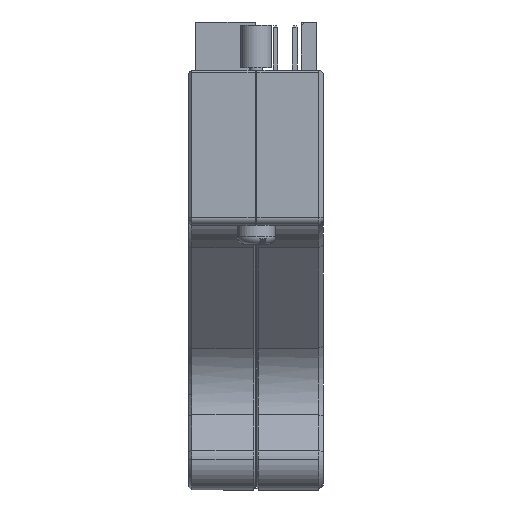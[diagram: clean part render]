
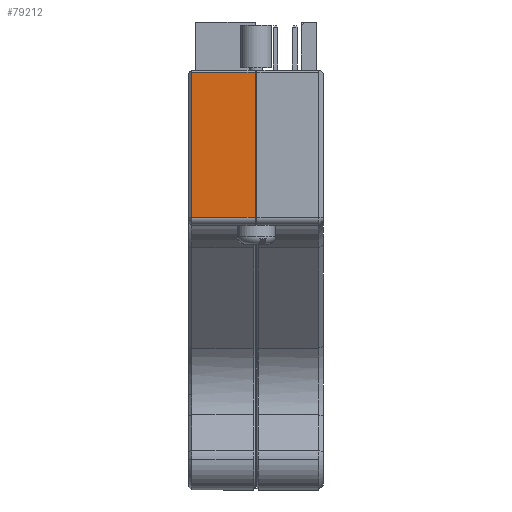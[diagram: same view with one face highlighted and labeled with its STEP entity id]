
A CAD part, left-side view. The second image highlights one B-rep face of the part: STEP entity #79212.
In plain terms, the highlighted face is planar.
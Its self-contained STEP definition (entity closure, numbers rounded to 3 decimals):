
#3101 = VERTEX_POINT ( 'NONE', #85553 ) ;
#5060 = DIRECTION ( 'NONE',  ( 0., 0., 1. ) ) ;
#7782 = ORIENTED_EDGE ( 'NONE', *, *, #81768, .F. ) ;
#13184 = LINE ( 'NONE', #59341, #71854 ) ;
#14335 = VECTOR ( 'NONE', #92067, 1000. ) ;
#14450 = ORIENTED_EDGE ( 'NONE', *, *, #45051, .T. ) ;
#16354 = EDGE_LOOP ( 'NONE', ( #54142, #85411, #14450, #7782 ) ) ;
#16639 = DIRECTION ( 'NONE',  ( 0., 0., -1. ) ) ;
#25257 = DIRECTION ( 'NONE',  ( 0., 1., 0. ) ) ;
#27405 = CARTESIAN_POINT ( 'NONE',  ( 98.5, 0., 30.654 ) ) ;
#27936 = CARTESIAN_POINT ( 'NONE',  ( 98.5, 0.25, 0.4 ) ) ;
#29545 = VECTOR ( 'NONE', #16639, 1000. ) ;
#32467 = CARTESIAN_POINT ( 'NONE',  ( 98.5, 19.3, 0.4 ) ) ;
#45051 = EDGE_CURVE ( 'NONE', #111881, #99786, #13184, .T. ) ;
#54142 = ORIENTED_EDGE ( 'NONE', *, *, #129796, .F. ) ;
#57831 = CARTESIAN_POINT ( 'NONE',  ( 98.5, 0.25, 0.4 ) ) ;
#59341 = CARTESIAN_POINT ( 'NONE',  ( 98.5, 0., 0.4 ) ) ;
#63540 = LINE ( 'NONE', #72531, #29545 ) ;
#71854 = VECTOR ( 'NONE', #83133, 1000. ) ;
#72531 = CARTESIAN_POINT ( 'NONE',  ( 98.5, 19.3, 30.654 ) ) ;
#79212 = ADVANCED_FACE ( 'NONE', ( #83998 ), #129471, .T. ) ;
#81768 = EDGE_CURVE ( 'NONE', #95809, #99786, #63540, .T. ) ;
#83133 = DIRECTION ( 'NONE',  ( 0., 1., 0. ) ) ;
#83998 = FACE_OUTER_BOUND ( 'NONE', #16354, .T. ) ;
#84412 = EDGE_CURVE ( 'NONE', #3101, #111881, #114442, .T. ) ;
#85411 = ORIENTED_EDGE ( 'NONE', *, *, #84412, .T. ) ;
#85553 = CARTESIAN_POINT ( 'NONE',  ( 98.5, 0.25, 8.7 ) ) ;
#92067 = DIRECTION ( 'NONE',  ( 0., 0., -1. ) ) ;
#92280 = CARTESIAN_POINT ( 'NONE',  ( 98.5, 0., 8.7 ) ) ;
#95505 = VECTOR ( 'NONE', #25257, 1000. ) ;
#95809 = VERTEX_POINT ( 'NONE', #100932 ) ;
#99786 = VERTEX_POINT ( 'NONE', #32467 ) ;
#100932 = CARTESIAN_POINT ( 'NONE',  ( 98.5, 19.3, 8.7 ) ) ;
#107098 = DIRECTION ( 'NONE',  ( 1., 0., 0. ) ) ;
#110281 = AXIS2_PLACEMENT_3D ( 'NONE', #27405, #107098, #5060 ) ;
#111881 = VERTEX_POINT ( 'NONE', #27936 ) ;
#112482 = LINE ( 'NONE', #92280, #95505 ) ;
#114442 = LINE ( 'NONE', #57831, #14335 ) ;
#129471 = PLANE ( 'NONE',  #110281 ) ;
#129796 = EDGE_CURVE ( 'NONE', #3101, #95809, #112482, .T. ) ;
